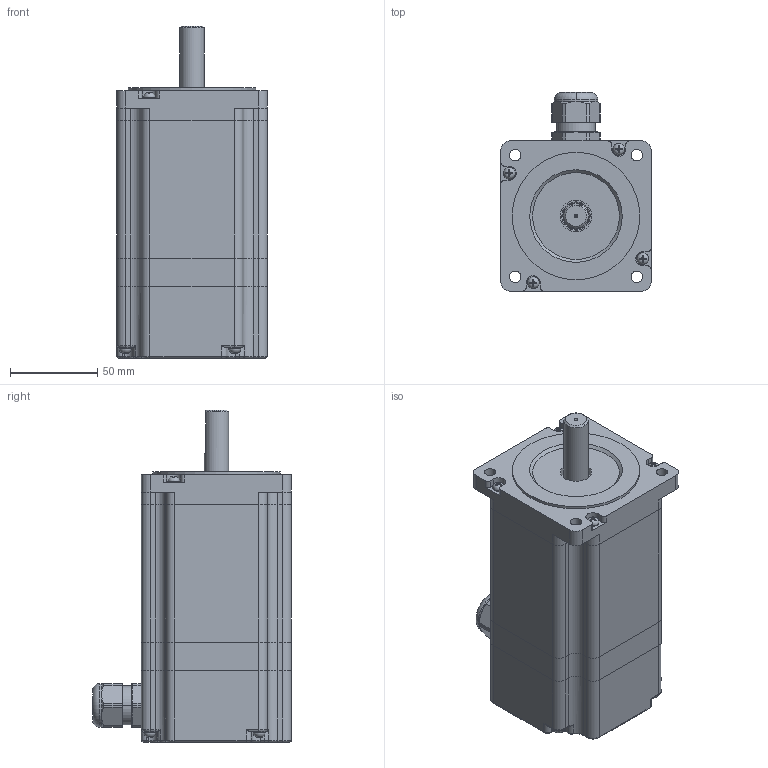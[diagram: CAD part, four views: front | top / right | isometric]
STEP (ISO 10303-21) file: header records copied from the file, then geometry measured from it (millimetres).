
FILE_DESCRIPTION(('HOOPS Exchange Step'),'2;1');
FILE_NAME('export-A5A7BB86-31E7-413A-B57A-8944CCAB1C52.stp','2021-09-27T15:04:09+02:00',('User'),('Alibre'),'HOOPS Exchange 2020.1','Alibre','Unknown authorisation');
FILE_SCHEMA( ('AP242_MANAGED_MODEL_BASED_3D_ENGINEERING_MIM_LF {1 0 10303 442 1 1 4 }') );
Length unit declared in the file: millimetre
Products named in the file (29): NEMA 34 stepper motor front flange; NEMA 34 stepper motor stack; NEMA34 shaft; NEMA 34 stepper motor back flange; 6202-2z_1; 6202-2z_2; 6202-2z_3; 6202-2z_4; 6202-2z_5; 6202-2z_6; 6202-2z_7; 6202-2z_8; 6202-2z_9; Ball Bearing 6202-ZZ; Wave_spring; 4879 Cable Gland M20x1.5 Black; PCB Spacer m3; PCB fro A+A-B+B-; 5212 M3x12 Bolt DIN-7985 ISO-7045H; CLL7.5_CNT 3way; CLL7.5_SX; CLL7.5_DX; Screw terminal 7.5mm pitch 3way; CLL7.5_CNT; Screw terminal 7.5mm pitch 2way; NEMA 34 stepper motor IP54 cover (BACKUP); M4x40 Bolt; M4x100 Bolt; 4127 Stepper Motor DCNC-NEMA34-8.0Nm (IP54)
Assembly tree (39 placements, depth 3):
  4127 Stepper Motor DCNC-NEMA34-8.0Nm (IP54)
    NEMA 34 stepper motor front flange
    NEMA 34 stepper motor stack
    NEMA34 shaft
    NEMA 34 stepper motor back flange
    Ball Bearing 6202-ZZ  x2
      6202-2z_1
      6202-2z_2
      6202-2z_3
      6202-2z_4
      6202-2z_5
      6202-2z_6
      6202-2z_7
      6202-2z_8
      6202-2z_9
    Wave_spring
    4879 Cable Gland M20x1.5 Black
    PCB Spacer m3  x2
    PCB fro A+A-B+B-
    5212 M3x12 Bolt DIN-7985 ISO-7045H  x2
    Screw terminal 7.5mm pitch 3way
      CLL7.5_CNT 3way
      CLL7.5_SX
      CLL7.5_DX
    Screw terminal 7.5mm pitch 2way
      CLL7.5_SX
      CLL7.5_CNT
      CLL7.5_DX
    NEMA 34 stepper motor IP54 cover (BACKUP)
    M4x40 Bolt  x4
    M4x100 Bolt  x4
Bounding box: 86 x 114 x 190.2 mm (x, y, z)
Volume: 626420.6 mm3; surface area: 201945.3 mm2
Topology: 44 solids, 110 shells, 3485 faces, 9448 edges, 6260 vertices
Faces by surface type: plane 1784, extrusion 1145, cylinder 375, torus 89, cone 64, sphere 20, bspline 8
Full cylindrical faces by diameter (mm): 1.5 x5, 2.459 x4, 3.5 x2, 3.85 x8, 4.5 x24, 5.35 x2, 6.5 x4, 6.8 x8, 8 x1, 14 x1, 15 x2, 16.5 x1, 18 x2, 18.376 x1, 35 x2, 52 x3, 53 x2, 53.5 x1, 73 x1, 80 x1, 80.5 x1, 80.97 x1
Entity records: 107211 total; most frequent: CARTESIAN_POINT 29651, ORIENTED_EDGE 16980, DIRECTION 12298, EDGE_CURVE 8490, VECTOR 6324, VERTEX_POINT 5642, LINE 5179, B_SPLINE_CURVE_WITH_KNOTS 3519
